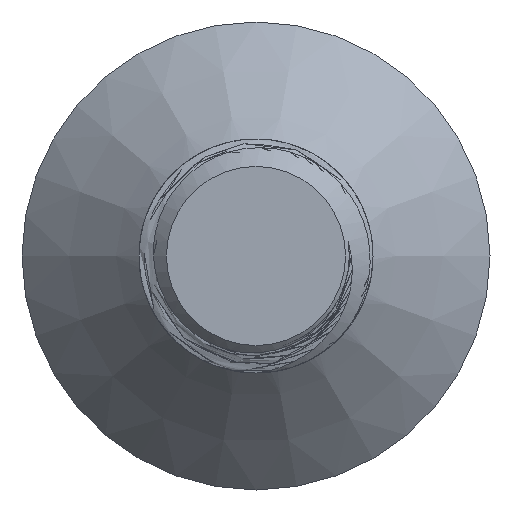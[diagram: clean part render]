
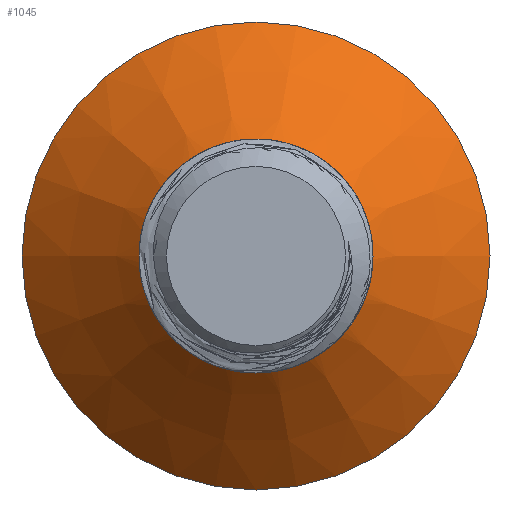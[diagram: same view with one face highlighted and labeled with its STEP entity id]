
A CAD part, left-side view. The second image highlights one B-rep face of the part: STEP entity #1045.
In plain terms, the highlighted conical face has half-angle 45 degrees and reference radius 4 mm.
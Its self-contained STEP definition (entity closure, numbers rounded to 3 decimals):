
#38=CONICAL_SURFACE('',#1124,4.,0.785);
#85=FACE_OUTER_BOUND('',#146,.T.);
#146=EDGE_LOOP('',(#799,#800,#801,#802,#803,#804,#805,#806));
#168=CIRCLE('',#1082,4.);
#171=CIRCLE('',#1125,8.);
#172=CIRCLE('',#1126,3.188);
#259=B_SPLINE_CURVE_WITH_KNOTS('',3,(#4314,#4315,#4316,#4317,#4318,#4319,
#4320,#4321,#4322,#4323,#4324,#4325,#4326,#4327,#4328,#4329),
 .UNSPECIFIED.,.F.,.F.,(4,2,2,2,2,2,2,4),(1.51,1.631,
1.822,2.028,2.253,2.496,2.631,
2.77),.UNSPECIFIED.);
#260=B_SPLINE_CURVE_WITH_KNOTS('',3,(#4331,#4332,#4333,#4334,#4335,#4336,
#4337,#4338,#4339,#4340,#4341,#4342,#4343,#4344),.UNSPECIFIED.,.F.,.F.,
(4,2,2,2,2,2,4),(0.,0.087,0.172,0.284,
0.371,0.45,0.56),.UNSPECIFIED.);
#261=B_SPLINE_CURVE_WITH_KNOTS('',3,(#4347,#4348,#4349,#4350,#4351,#4352,
#4353,#4354,#4355,#4356,#4357,#4358,#4359,#4360,#4361,#4362,#4363,#4364,
#4365,#4366,#4367,#4368,#4369,#4370,#4371,#4372,#4373,#4374),
 .UNSPECIFIED.,.F.,.F.,(4,2,2,2,2,2,2,2,2,2,2,2,2,4),(0.,
0.128,0.256,0.388,0.454,
0.582,0.72,0.853,0.924,
1.067,1.138,1.29,1.455,1.51),
 .UNSPECIFIED.);
#308=LINE('',#4313,#362);
#362=VECTOR('',#1287,4.);
#379=VERTEX_POINT('',#1364);
#380=VERTEX_POINT('',#1401);
#461=VERTEX_POINT('',#4310);
#462=VERTEX_POINT('',#4312);
#463=VERTEX_POINT('',#4330);
#464=VERTEX_POINT('',#4345);
#482=EDGE_CURVE('',#380,#379,#168,.T.);
#601=EDGE_CURVE('',#461,#461,#171,.T.);
#602=EDGE_CURVE('',#461,#462,#308,.T.);
#603=EDGE_CURVE('',#462,#380,#259,.T.);
#604=EDGE_CURVE('',#379,#463,#260,.T.);
#605=EDGE_CURVE('',#463,#464,#172,.T.);
#606=EDGE_CURVE('',#464,#462,#261,.T.);
#799=ORIENTED_EDGE('',*,*,#601,.F.);
#800=ORIENTED_EDGE('',*,*,#602,.T.);
#801=ORIENTED_EDGE('',*,*,#603,.T.);
#802=ORIENTED_EDGE('',*,*,#482,.T.);
#803=ORIENTED_EDGE('',*,*,#604,.T.);
#804=ORIENTED_EDGE('',*,*,#605,.T.);
#805=ORIENTED_EDGE('',*,*,#606,.T.);
#806=ORIENTED_EDGE('',*,*,#602,.F.);
#1045=ADVANCED_FACE('',(#85),#38,.T.);
#1082=AXIS2_PLACEMENT_3D('',#1402,#1161,#1162);
#1124=AXIS2_PLACEMENT_3D('',#4309,#1283,#1284);
#1125=AXIS2_PLACEMENT_3D('',#4311,#1285,#1286);
#1126=AXIS2_PLACEMENT_3D('',#4346,#1288,#1289);
#1161=DIRECTION('center_axis',(0.,0.,1.));
#1162=DIRECTION('ref_axis',(0.,-1.,0.));
#1283=DIRECTION('center_axis',(0.,0.,1.));
#1284=DIRECTION('ref_axis',(0.,-1.,0.));
#1285=DIRECTION('center_axis',(0.,0.,1.));
#1286=DIRECTION('ref_axis',(0.,-1.,0.));
#1287=DIRECTION('',(0.,-0.707,-0.707));
#1288=DIRECTION('center_axis',(0.,0.,1.));
#1289=DIRECTION('ref_axis',(1.,0.,0.));
#1364=CARTESIAN_POINT('',(-0.516,-3.967,-4.4));
#1401=CARTESIAN_POINT('',(-3.17,-2.44,-4.4));
#1402=CARTESIAN_POINT('Origin',(0.,0.,-4.4));
#4309=CARTESIAN_POINT('Origin',(0.,0.,-4.4));
#4310=CARTESIAN_POINT('',(0.,8.,-0.4));
#4311=CARTESIAN_POINT('Origin',(0.,0.,-0.4));
#4312=CARTESIAN_POINT('',(0.,3.719,-4.681));
#4313=CARTESIAN_POINT('',(0.,4.,-4.4));
#4314=CARTESIAN_POINT('Ctrl Pts',(0.,3.719,
-4.681));
#4315=CARTESIAN_POINT('Ctrl Pts',(-0.338,3.73,-4.67));
#4316=CARTESIAN_POINT('Ctrl Pts',(-0.663,3.694,-4.659));
#4317=CARTESIAN_POINT('Ctrl Pts',(-1.448,3.514,-4.632));
#4318=CARTESIAN_POINT('Ctrl Pts',(-1.902,3.309,-4.615));
#4319=CARTESIAN_POINT('Ctrl Pts',(-2.738,2.715,-4.581));
#4320=CARTESIAN_POINT('Ctrl Pts',(-3.074,2.338,-4.566));
#4321=CARTESIAN_POINT('Ctrl Pts',(-3.592,1.517,-4.534));
#4322=CARTESIAN_POINT('Ctrl Pts',(-3.776,1.04,-4.517));
#4323=CARTESIAN_POINT('Ctrl Pts',(-3.955,0.001,
-4.483));
#4324=CARTESIAN_POINT('Ctrl Pts',(-3.927,-0.517,
-4.467));
#4325=CARTESIAN_POINT('Ctrl Pts',(-3.766,-1.241,-4.443));
#4326=CARTESIAN_POINT('Ctrl Pts',(-3.683,-1.494,-4.435));
#4327=CARTESIAN_POINT('Ctrl Pts',(-3.464,-1.984,-4.417));
#4328=CARTESIAN_POINT('Ctrl Pts',(-3.328,-2.22,-4.408));
#4329=CARTESIAN_POINT('Ctrl Pts',(-3.17,-2.44,-4.4));
#4330=CARTESIAN_POINT('',(-3.062,0.888,-5.212));
#4331=CARTESIAN_POINT('Ctrl Pts',(-0.516,-3.967,
-4.4));
#4332=CARTESIAN_POINT('Ctrl Pts',(-0.797,-3.896,
-4.434));
#4333=CARTESIAN_POINT('Ctrl Pts',(-1.069,-3.795,-4.468));
#4334=CARTESIAN_POINT('Ctrl Pts',(-1.575,-3.537,-4.538));
#4335=CARTESIAN_POINT('Ctrl Pts',(-1.809,-3.384,-4.573));
#4336=CARTESIAN_POINT('Ctrl Pts',(-2.312,-2.971,-4.654));
#4337=CARTESIAN_POINT('Ctrl Pts',(-2.661,-2.616,-4.711));
#4338=CARTESIAN_POINT('Ctrl Pts',(-3.139,-1.735,-4.84));
#4339=CARTESIAN_POINT('Ctrl Pts',(-3.273,-1.315,-4.9));
#4340=CARTESIAN_POINT('Ctrl Pts',(-3.373,-0.488,-5.014));
#4341=CARTESIAN_POINT('Ctrl Pts',(-3.345,-0.168,
-5.057));
#4342=CARTESIAN_POINT('Ctrl Pts',(-3.271,0.335,-5.126));
#4343=CARTESIAN_POINT('Ctrl Pts',(-3.186,0.62,-5.168));
#4344=CARTESIAN_POINT('Ctrl Pts',(-3.062,0.888,-5.212));
#4345=CARTESIAN_POINT('',(-2.793,-1.537,-5.212));
#4346=CARTESIAN_POINT('Origin',(0.,0.,-5.212));
#4347=CARTESIAN_POINT('Ctrl Pts',(-2.793,-1.537,-5.212));
#4348=CARTESIAN_POINT('Ctrl Pts',(-2.603,-1.919,-5.195));
#4349=CARTESIAN_POINT('Ctrl Pts',(-2.337,-2.257,-5.179));
#4350=CARTESIAN_POINT('Ctrl Pts',(-1.693,-2.811,-5.146));
#4351=CARTESIAN_POINT('Ctrl Pts',(-1.32,-3.022,-5.13));
#4352=CARTESIAN_POINT('Ctrl Pts',(-0.502,-3.295,
-5.096));
#4353=CARTESIAN_POINT('Ctrl Pts',(-0.065,-3.348,
-5.08));
#4354=CARTESIAN_POINT('Ctrl Pts',(0.587,-3.299,-5.056));
#4355=CARTESIAN_POINT('Ctrl Pts',(0.802,-3.262,-5.048));
#4356=CARTESIAN_POINT('Ctrl Pts',(1.419,-3.093,-5.023));
#4357=CARTESIAN_POINT('Ctrl Pts',(1.802,-2.906,-5.007));
#4358=CARTESIAN_POINT('Ctrl Pts',(2.505,-2.379,-4.975));
#4359=CARTESIAN_POINT('Ctrl Pts',(2.813,-2.034,-4.959));
#4360=CARTESIAN_POINT('Ctrl Pts',(3.265,-1.266,-4.926));
#4361=CARTESIAN_POINT('Ctrl Pts',(3.413,-0.851,-4.91));
#4362=CARTESIAN_POINT('Ctrl Pts',(3.517,-0.189,-4.886));
#4363=CARTESIAN_POINT('Ctrl Pts',(3.529,0.045,-4.878));
#4364=CARTESIAN_POINT('Ctrl Pts',(3.499,0.743,-4.854));
#4365=CARTESIAN_POINT('Ctrl Pts',(3.387,1.201,-4.837));
#4366=CARTESIAN_POINT('Ctrl Pts',(3.093,1.833,-4.812));
#4367=CARTESIAN_POINT('Ctrl Pts',(2.976,2.033,-4.803));
#4368=CARTESIAN_POINT('Ctrl Pts',(2.548,2.621,-4.778));
#4369=CARTESIAN_POINT('Ctrl Pts',(2.19,2.937,-4.763));
#4370=CARTESIAN_POINT('Ctrl Pts',(1.404,3.424,-4.73));
#4371=CARTESIAN_POINT('Ctrl Pts',(0.949,3.595,-4.713));
#4372=CARTESIAN_POINT('Ctrl Pts',(0.314,3.699,-4.692));
#4373=CARTESIAN_POINT('Ctrl Pts',(0.156,3.714,-4.686));
#4374=CARTESIAN_POINT('Ctrl Pts',(0.,3.719,
-4.681));
